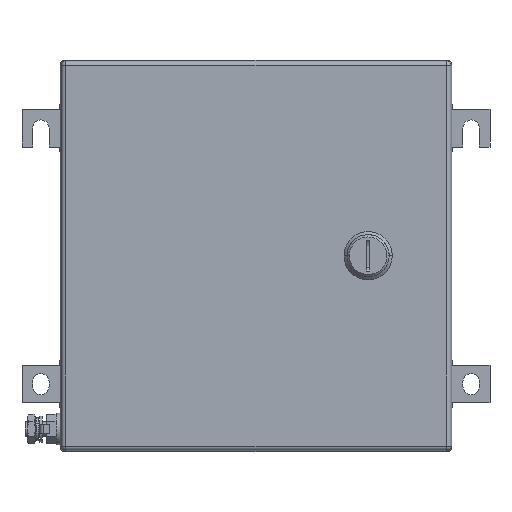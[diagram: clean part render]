
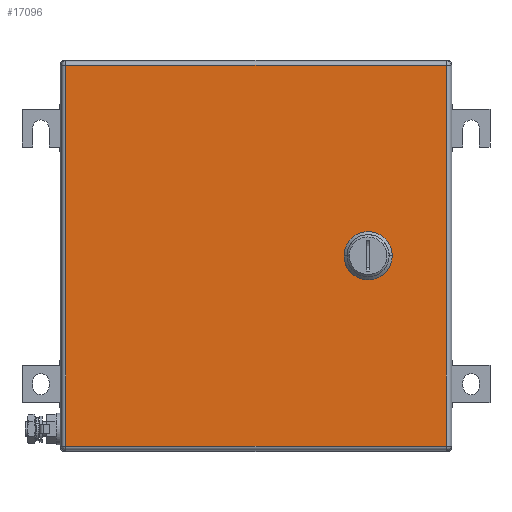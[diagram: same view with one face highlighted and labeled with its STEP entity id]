
A CAD part, top view. The second image highlights one B-rep face of the part: STEP entity #17096.
In plain terms, the highlighted planar face has unit normal (0, 0, 1).
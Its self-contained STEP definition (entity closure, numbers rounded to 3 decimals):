
#16124=AXIS2_PLACEMENT_3D('Circle Axis2P3D',#16122,#16123,$) ;
#16172=AXIS2_PLACEMENT_3D('Circle Axis2P3D',#16170,#16171,$) ;
#16191=AXIS2_PLACEMENT_3D('Circle Axis2P3D',#16189,#16190,$) ;
#17065=AXIS2_PLACEMENT_3D('Circle Axis2P3D',#17063,#17064,$) ;
#17078=AXIS2_PLACEMENT_3D('Plane Axis2P3D',#17075,#17076,#17077) ;
#15983=CARTESIAN_POINT('Vertex',(240.05,124.944,153.5)) ;
#15986=CARTESIAN_POINT('Line Origine',(240.05,130.,153.5)) ;
#15990=CARTESIAN_POINT('Vertex',(240.05,135.056,153.5)) ;
#16119=CARTESIAN_POINT('Vertex',(235.056,119.95,153.5)) ;
#16122=CARTESIAN_POINT('Axis2P3D Location',(230.,130.,153.5)) ;
#16143=CARTESIAN_POINT('Vertex',(224.944,119.95,153.5)) ;
#16146=CARTESIAN_POINT('Line Origine',(230.,119.95,153.5)) ;
#16167=CARTESIAN_POINT('Vertex',(219.95,124.944,153.5)) ;
#16170=CARTESIAN_POINT('Axis2P3D Location',(230.,130.,153.5)) ;
#16186=CARTESIAN_POINT('Vertex',(224.944,140.05,153.5)) ;
#16189=CARTESIAN_POINT('Axis2P3D Location',(230.,130.,153.5)) ;
#16193=CARTESIAN_POINT('Vertex',(219.95,135.056,153.5)) ;
#16217=CARTESIAN_POINT('Vertex',(282.,256.5,153.5)) ;
#16233=CARTESIAN_POINT('Vertex',(29.,256.5,153.5)) ;
#16236=CARTESIAN_POINT('Line Origine',(153.4,256.5,153.5)) ;
#16271=CARTESIAN_POINT('Vertex',(29.,3.5,153.5)) ;
#16274=CARTESIAN_POINT('Line Origine',(29.,130.,153.5)) ;
#16309=CARTESIAN_POINT('Vertex',(282.,3.5,153.5)) ;
#16312=CARTESIAN_POINT('Line Origine',(155.5,3.5,153.5)) ;
#16348=CARTESIAN_POINT('Line Origine',(282.,130.,153.5)) ;
#16983=CARTESIAN_POINT('Vertex',(235.056,140.05,153.5)) ;
#16986=CARTESIAN_POINT('Line Origine',(230.,140.05,153.5)) ;
#17003=CARTESIAN_POINT('Line Origine',(219.95,130.,153.5)) ;
#17063=CARTESIAN_POINT('Axis2P3D Location',(230.,130.,153.5)) ;
#17075=CARTESIAN_POINT('Axis2P3D Location',(155.5,130.,153.5)) ;
#15987=DIRECTION('Vector Direction',(0.,-1.,0.)) ;
#16123=DIRECTION('Axis2P3D Direction',(0.,0.,1.)) ;
#16147=DIRECTION('Vector Direction',(1.,0.,0.)) ;
#16171=DIRECTION('Axis2P3D Direction',(0.,0.,1.)) ;
#16190=DIRECTION('Axis2P3D Direction',(0.,0.,1.)) ;
#16237=DIRECTION('Vector Direction',(1.,0.,0.)) ;
#16275=DIRECTION('Vector Direction',(0.,-1.,0.)) ;
#16313=DIRECTION('Vector Direction',(1.,0.,0.)) ;
#16349=DIRECTION('Vector Direction',(0.,1.,0.)) ;
#16987=DIRECTION('Vector Direction',(1.,0.,0.)) ;
#17004=DIRECTION('Vector Direction',(0.,1.,0.)) ;
#17064=DIRECTION('Axis2P3D Direction',(0.,0.,1.)) ;
#17076=DIRECTION('Axis2P3D Direction',(0.,0.,1.)) ;
#17077=DIRECTION('Axis2P3D XDirection',(1.,0.,0.)) ;
#15988=VECTOR('Line Direction',#15987,1.) ;
#16148=VECTOR('Line Direction',#16147,1.) ;
#16238=VECTOR('Line Direction',#16237,1.) ;
#16276=VECTOR('Line Direction',#16275,1.) ;
#16314=VECTOR('Line Direction',#16313,1.) ;
#16350=VECTOR('Line Direction',#16349,1.) ;
#16988=VECTOR('Line Direction',#16987,1.) ;
#17005=VECTOR('Line Direction',#17004,1.) ;
#17081=ORIENTED_EDGE('',*,*,#16240,.T.) ;
#17082=ORIENTED_EDGE('',*,*,#16278,.T.) ;
#17083=ORIENTED_EDGE('',*,*,#16316,.T.) ;
#17084=ORIENTED_EDGE('',*,*,#16352,.T.) ;
#17087=ORIENTED_EDGE('',*,*,#16126,.F.) ;
#17088=ORIENTED_EDGE('',*,*,#16150,.F.) ;
#17089=ORIENTED_EDGE('',*,*,#16174,.F.) ;
#17090=ORIENTED_EDGE('',*,*,#17007,.T.) ;
#17091=ORIENTED_EDGE('',*,*,#16195,.F.) ;
#17092=ORIENTED_EDGE('',*,*,#16990,.T.) ;
#17093=ORIENTED_EDGE('',*,*,#17067,.F.) ;
#17094=ORIENTED_EDGE('',*,*,#15992,.T.) ;
#17095=FACE_BOUND('',#17086,.T.) ;
#17096=ADVANCED_FACE('Produkt1_AllCATPart.2\\ZUB_KTB_QL_262615_0GP_AllCATPart.2\\ZUB_DE_KTB_QL_260x260.1\\DE_KTB_MH_PART_MASTER.2\\Koerper.2',(#17085,#17095),#17079,.T.) ;
#16125=CIRCLE('generated circle',#16124,11.25) ;
#16173=CIRCLE('generated circle',#16172,11.25) ;
#16192=CIRCLE('generated circle',#16191,11.25) ;
#17066=CIRCLE('generated circle',#17065,11.25) ;
#15992=EDGE_CURVE('',#15991,#15984,#15989,.T.) ;
#16126=EDGE_CURVE('',#16120,#15984,#16125,.T.) ;
#16150=EDGE_CURVE('',#16144,#16120,#16149,.T.) ;
#16174=EDGE_CURVE('',#16168,#16144,#16173,.T.) ;
#16195=EDGE_CURVE('',#16187,#16194,#16192,.T.) ;
#16240=EDGE_CURVE('',#16218,#16234,#16239,.F.) ;
#16278=EDGE_CURVE('',#16234,#16272,#16277,.T.) ;
#16316=EDGE_CURVE('',#16272,#16310,#16315,.T.) ;
#16352=EDGE_CURVE('',#16310,#16218,#16351,.T.) ;
#16990=EDGE_CURVE('',#16187,#16984,#16989,.T.) ;
#17007=EDGE_CURVE('',#16168,#16194,#17006,.T.) ;
#17067=EDGE_CURVE('',#15991,#16984,#17066,.T.) ;
#17080=EDGE_LOOP('',(#17081,#17082,#17083,#17084)) ;
#17086=EDGE_LOOP('',(#17087,#17088,#17089,#17090,#17091,#17092,#17093,#17094)) ;
#17085=FACE_OUTER_BOUND('',#17080,.T.) ;
#15989=LINE('Line',#15986,#15988) ;
#16149=LINE('Line',#16146,#16148) ;
#16239=LINE('Line',#16236,#16238) ;
#16277=LINE('Line',#16274,#16276) ;
#16315=LINE('Line',#16312,#16314) ;
#16351=LINE('Line',#16348,#16350) ;
#16989=LINE('Line',#16986,#16988) ;
#17006=LINE('Line',#17003,#17005) ;
#17079=PLANE('',#17078) ;
#15984=VERTEX_POINT('',#15983) ;
#15991=VERTEX_POINT('',#15990) ;
#16120=VERTEX_POINT('',#16119) ;
#16144=VERTEX_POINT('',#16143) ;
#16168=VERTEX_POINT('',#16167) ;
#16187=VERTEX_POINT('',#16186) ;
#16194=VERTEX_POINT('',#16193) ;
#16218=VERTEX_POINT('',#16217) ;
#16234=VERTEX_POINT('',#16233) ;
#16272=VERTEX_POINT('',#16271) ;
#16310=VERTEX_POINT('',#16309) ;
#16984=VERTEX_POINT('',#16983) ;
